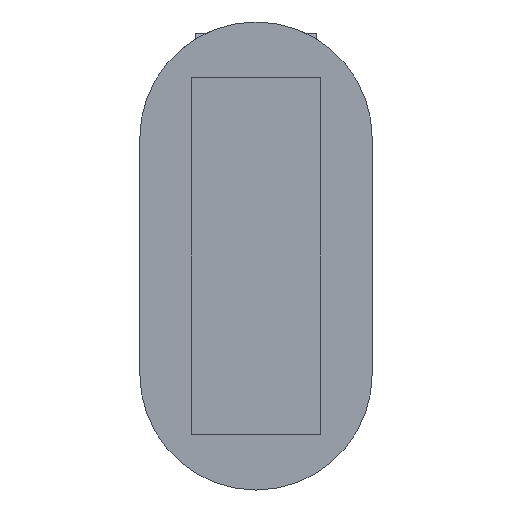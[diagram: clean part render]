
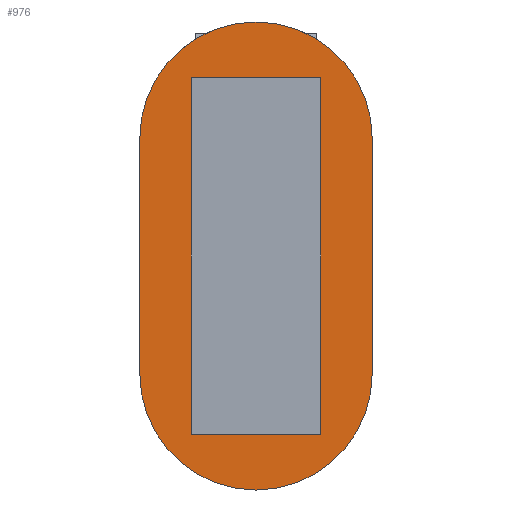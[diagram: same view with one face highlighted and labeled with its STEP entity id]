
A CAD part, left-side view. The second image highlights one B-rep face of the part: STEP entity #976.
In plain terms, the highlighted planar face has unit normal (-1, 0, 0).
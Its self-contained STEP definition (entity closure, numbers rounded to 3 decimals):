
#460=CARTESIAN_POINT('',(-125.5,0.,-3.9));
#461=DIRECTION('',(-1.,0.,0.));
#462=DIRECTION('',(0.,1.,0.));
#463=AXIS2_PLACEMENT_3D('',#460,#461,#462);
#465=DIRECTION('',(0.,0.,-1.));
#466=VECTOR('',#465,7.8);
#467=CARTESIAN_POINT('',(-125.5,3.85,3.9));
#468=LINE('',#467,#466);
#469=CARTESIAN_POINT('',(-125.5,0.,3.9));
#470=DIRECTION('',(-1.,0.,0.));
#471=DIRECTION('',(0.,-1.,0.));
#472=AXIS2_PLACEMENT_3D('',#469,#470,#471);
#474=DIRECTION('',(0.,0.,1.));
#475=VECTOR('',#474,7.8);
#476=CARTESIAN_POINT('',(-125.5,-3.85,-3.9));
#477=LINE('',#476,#475);
#478=DIRECTION('',(0.,-1.,0.));
#479=VECTOR('',#478,4.3);
#480=CARTESIAN_POINT('',(-125.5,2.15,-5.9));
#481=LINE('',#480,#479);
#482=DIRECTION('',(0.,0.,1.));
#483=VECTOR('',#482,11.8);
#484=CARTESIAN_POINT('',(-125.5,-2.15,-5.9));
#485=LINE('',#484,#483);
#486=DIRECTION('',(0.,1.,0.));
#487=VECTOR('',#486,4.3);
#488=CARTESIAN_POINT('',(-125.5,-2.15,5.9));
#489=LINE('',#488,#487);
#490=DIRECTION('',(0.,0.,-1.));
#491=VECTOR('',#490,11.8);
#492=CARTESIAN_POINT('',(-125.5,2.15,5.9));
#493=LINE('',#492,#491);
#614=CARTESIAN_POINT('',(-125.5,3.85,-3.9));
#615=CARTESIAN_POINT('',(-125.5,-3.85,-3.9));
#616=VERTEX_POINT('',#614);
#617=VERTEX_POINT('',#615);
#618=CARTESIAN_POINT('',(-125.5,-3.85,3.9));
#619=VERTEX_POINT('',#618);
#620=CARTESIAN_POINT('',(-125.5,3.85,3.9));
#621=VERTEX_POINT('',#620);
#646=CARTESIAN_POINT('',(-125.5,2.15,-5.9));
#647=CARTESIAN_POINT('',(-125.5,-2.15,-5.9));
#648=VERTEX_POINT('',#646);
#649=VERTEX_POINT('',#647);
#650=CARTESIAN_POINT('',(-125.5,-2.15,5.9));
#651=VERTEX_POINT('',#650);
#652=CARTESIAN_POINT('',(-125.5,2.15,5.9));
#653=VERTEX_POINT('',#652);
#955=CARTESIAN_POINT('',(-125.5,0.,0.));
#956=DIRECTION('',(-1.,0.,0.));
#957=DIRECTION('',(0.,0.,1.));
#958=AXIS2_PLACEMENT_3D('',#955,#956,#957);
#959=PLANE('',#958);
#960=ORIENTED_EDGE('',*,*,#891,.F.);
#961=ORIENTED_EDGE('',*,*,#906,.F.);
#962=ORIENTED_EDGE('',*,*,#920,.F.);
#963=ORIENTED_EDGE('',*,*,#949,.F.);
#964=EDGE_LOOP('',(#960,#961,#962,#963));
#965=FACE_OUTER_BOUND('',#964,.F.);
#967=ORIENTED_EDGE('',*,*,#966,.T.);
#969=ORIENTED_EDGE('',*,*,#968,.T.);
#971=ORIENTED_EDGE('',*,*,#970,.T.);
#973=ORIENTED_EDGE('',*,*,#972,.T.);
#974=EDGE_LOOP('',(#967,#969,#971,#973));
#975=FACE_BOUND('',#974,.F.);
#976=ADVANCED_FACE('',(#965,#975),#959,.T.);
#464=CIRCLE('',#463,3.85);
#473=CIRCLE('',#472,3.85);
#891=EDGE_CURVE('',#616,#617,#464,.T.);
#906=EDGE_CURVE('',#621,#616,#468,.T.);
#920=EDGE_CURVE('',#619,#621,#473,.T.);
#949=EDGE_CURVE('',#617,#619,#477,.T.);
#966=EDGE_CURVE('',#648,#649,#481,.T.);
#968=EDGE_CURVE('',#649,#651,#485,.T.);
#970=EDGE_CURVE('',#651,#653,#489,.T.);
#972=EDGE_CURVE('',#653,#648,#493,.T.);
